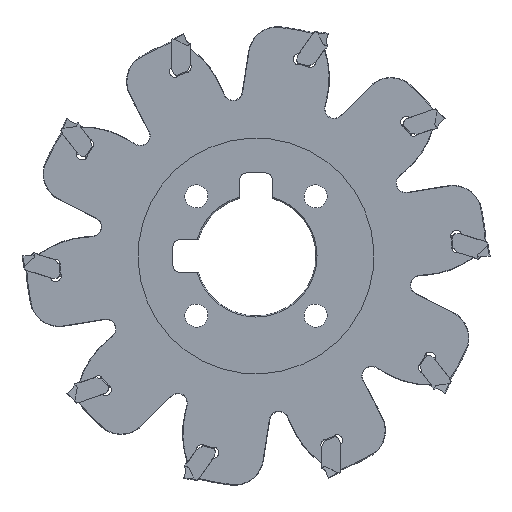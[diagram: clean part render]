
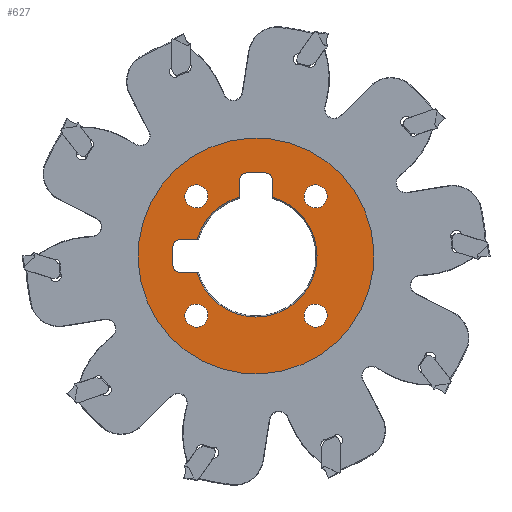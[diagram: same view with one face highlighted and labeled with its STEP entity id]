
A CAD part, top view. The second image highlights one B-rep face of the part: STEP entity #627.
In plain terms, the highlighted planar face has unit normal (0, 0, 1).
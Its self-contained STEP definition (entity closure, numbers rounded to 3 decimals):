
#170=PLANE('',#7447);
#313=FACE_BOUND('',#1530,.T.);
#314=FACE_BOUND('',#1531,.T.);
#315=FACE_BOUND('',#1532,.T.);
#316=FACE_BOUND('',#1533,.T.);
#317=FACE_BOUND('',#1534,.T.);
#318=FACE_BOUND('',#1535,.T.);
#627=ADVANCED_FACE('TB_SU_5',(#313,#314,#315,#316,#317,#318),#170,.T.);
#1530=EDGE_LOOP('',(#3380,#3381,#3382,#3383,#3384,#3385,#3386,#3387,#3388,
#3389,#3390,#3391,#3392,#3393,#3394,#3395,#3396,#3397));
#1531=EDGE_LOOP('',(#3398));
#1532=EDGE_LOOP('',(#3399));
#1533=EDGE_LOOP('',(#3400));
#1534=EDGE_LOOP('',(#3401));
#1535=EDGE_LOOP('',(#3402));
#2008=LINE('',#11116,#2540);
#2009=LINE('',#11124,#2541);
#2010=LINE('',#11136,#2542);
#2011=LINE('',#11144,#2543);
#2540=VECTOR('',#8596,1.);
#2541=VECTOR('',#8603,1.);
#2542=VECTOR('',#8614,1.);
#2543=VECTOR('',#8621,1.);
#3380=ORIENTED_EDGE('',*,*,#6034,.F.);
#3381=ORIENTED_EDGE('',*,*,#6035,.T.);
#3382=ORIENTED_EDGE('',*,*,#6036,.T.);
#3383=ORIENTED_EDGE('',*,*,#6037,.F.);
#3384=ORIENTED_EDGE('',*,*,#6038,.T.);
#3385=ORIENTED_EDGE('',*,*,#6039,.F.);
#3386=ORIENTED_EDGE('',*,*,#6040,.T.);
#3387=ORIENTED_EDGE('',*,*,#6041,.T.);
#3388=ORIENTED_EDGE('',*,*,#6042,.F.);
#3389=ORIENTED_EDGE('',*,*,#6043,.F.);
#3390=ORIENTED_EDGE('',*,*,#6044,.F.);
#3391=ORIENTED_EDGE('',*,*,#6045,.T.);
#3392=ORIENTED_EDGE('',*,*,#6046,.T.);
#3393=ORIENTED_EDGE('',*,*,#6047,.F.);
#3394=ORIENTED_EDGE('',*,*,#6048,.T.);
#3395=ORIENTED_EDGE('',*,*,#6049,.F.);
#3396=ORIENTED_EDGE('',*,*,#6050,.T.);
#3397=ORIENTED_EDGE('',*,*,#6051,.T.);
#3398=ORIENTED_EDGE('',*,*,#6052,.F.);
#3399=ORIENTED_EDGE('',*,*,#6053,.F.);
#3400=ORIENTED_EDGE('',*,*,#6054,.F.);
#3401=ORIENTED_EDGE('',*,*,#6055,.F.);
#3402=ORIENTED_EDGE('',*,*,#6056,.F.);
#5320=VERTEX_POINT('',#11112);
#5321=VERTEX_POINT('',#11113);
#5322=VERTEX_POINT('',#11115);
#5323=VERTEX_POINT('',#11117);
#5324=VERTEX_POINT('',#11119);
#5325=VERTEX_POINT('',#11121);
#5326=VERTEX_POINT('',#11123);
#5327=VERTEX_POINT('',#11125);
#5328=VERTEX_POINT('',#11127);
#5329=VERTEX_POINT('',#11129);
#5330=VERTEX_POINT('',#11131);
#5331=VERTEX_POINT('',#11133);
#5332=VERTEX_POINT('',#11135);
#5333=VERTEX_POINT('',#11137);
#5334=VERTEX_POINT('',#11139);
#5335=VERTEX_POINT('',#11141);
#5336=VERTEX_POINT('',#11143);
#5337=VERTEX_POINT('',#11145);
#5338=VERTEX_POINT('',#11148);
#5339=VERTEX_POINT('',#11150);
#5340=VERTEX_POINT('',#11152);
#5341=VERTEX_POINT('',#11154);
#5342=VERTEX_POINT('',#11156);
#6034=EDGE_CURVE('',#5320,#5321,#6850,.T.);
#6035=EDGE_CURVE('',#5320,#5322,#6851,.T.);
#6036=EDGE_CURVE('',#5322,#5323,#2008,.T.);
#6037=EDGE_CURVE('',#5324,#5323,#6852,.T.);
#6038=EDGE_CURVE('',#5324,#5325,#6853,.T.);
#6039=EDGE_CURVE('',#5326,#5325,#6854,.T.);
#6040=EDGE_CURVE('',#5326,#5327,#2009,.T.);
#6041=EDGE_CURVE('',#5327,#5328,#6855,.T.);
#6042=EDGE_CURVE('',#5329,#5328,#6856,.T.);
#6043=EDGE_CURVE('',#5330,#5329,#6857,.T.);
#6044=EDGE_CURVE('',#5331,#5330,#6858,.T.);
#6045=EDGE_CURVE('',#5331,#5332,#6859,.T.);
#6046=EDGE_CURVE('',#5332,#5333,#2010,.T.);
#6047=EDGE_CURVE('',#5334,#5333,#6860,.T.);
#6048=EDGE_CURVE('',#5334,#5335,#6861,.T.);
#6049=EDGE_CURVE('',#5336,#5335,#6862,.T.);
#6050=EDGE_CURVE('',#5336,#5337,#2011,.T.);
#6051=EDGE_CURVE('',#5337,#5321,#6863,.T.);
#6052=EDGE_CURVE('',#5338,#5338,#6864,.T.);
#6053=EDGE_CURVE('',#5339,#5339,#6865,.T.);
#6054=EDGE_CURVE('',#5340,#5340,#6866,.T.);
#6055=EDGE_CURVE('',#5341,#5341,#6867,.T.);
#6056=EDGE_CURVE('',#5342,#5342,#6868,.T.);
#6850=CIRCLE('',#7428,16.306);
#6851=CIRCLE('',#7429,0.5);
#6852=CIRCLE('',#7430,1.6);
#6853=CIRCLE('',#7431,22.);
#6854=CIRCLE('',#7432,1.6);
#6855=CIRCLE('',#7433,0.5);
#6856=CIRCLE('',#7434,16.306);
#6857=CIRCLE('',#7435,16.306);
#6858=CIRCLE('',#7436,16.306);
#6859=CIRCLE('',#7437,0.5);
#6860=CIRCLE('',#7438,1.6);
#6861=CIRCLE('',#7439,22.);
#6862=CIRCLE('',#7440,1.6);
#6863=CIRCLE('',#7441,0.5);
#6864=CIRCLE('',#7442,3.084);
#6865=CIRCLE('',#7443,3.084);
#6866=CIRCLE('',#7444,3.084);
#6867=CIRCLE('',#7445,3.084);
#6868=CIRCLE('',#7446,31.5);
#7428=AXIS2_PLACEMENT_3D('',#11111,#8592,#8593);
#7429=AXIS2_PLACEMENT_3D('',#11114,#8594,#8595);
#7430=AXIS2_PLACEMENT_3D('',#11118,#8597,#8598);
#7431=AXIS2_PLACEMENT_3D('',#11120,#8599,#8600);
#7432=AXIS2_PLACEMENT_3D('',#11122,#8601,#8602);
#7433=AXIS2_PLACEMENT_3D('',#11126,#8604,#8605);
#7434=AXIS2_PLACEMENT_3D('',#11128,#8606,#8607);
#7435=AXIS2_PLACEMENT_3D('',#11130,#8608,#8609);
#7436=AXIS2_PLACEMENT_3D('',#11132,#8610,#8611);
#7437=AXIS2_PLACEMENT_3D('',#11134,#8612,#8613);
#7438=AXIS2_PLACEMENT_3D('',#11138,#8615,#8616);
#7439=AXIS2_PLACEMENT_3D('',#11140,#8617,#8618);
#7440=AXIS2_PLACEMENT_3D('',#11142,#8619,#8620);
#7441=AXIS2_PLACEMENT_3D('',#11146,#8622,#8623);
#7442=AXIS2_PLACEMENT_3D('',#11147,#8624,#8625);
#7443=AXIS2_PLACEMENT_3D('',#11149,#8626,#8627);
#7444=AXIS2_PLACEMENT_3D('',#11151,#8628,#8629);
#7445=AXIS2_PLACEMENT_3D('',#11153,#8630,#8631);
#7446=AXIS2_PLACEMENT_3D('',#11155,#8632,#8633);
#7447=AXIS2_PLACEMENT_3D('',#11157,#8634,#8635);
#8592=DIRECTION('',(0.,0.,1.));
#8593=DIRECTION('',(-0.292,-0.956,0.));
#8594=DIRECTION('',(0.,0.,1.));
#8595=DIRECTION('',(-0.292,-0.956,0.));
#8596=DIRECTION('',(0.,1.,0.));
#8597=DIRECTION('',(0.,0.,1.));
#8598=DIRECTION('',(-0.292,-0.956,0.));
#8599=DIRECTION('',(0.,0.,-1.));
#8600=DIRECTION('',(-0.292,-0.956,0.));
#8601=DIRECTION('',(0.,0.,1.));
#8602=DIRECTION('',(-0.292,-0.956,0.));
#8603=DIRECTION('',(0.,-1.,0.));
#8604=DIRECTION('',(0.,0.,1.));
#8605=DIRECTION('',(-0.292,-0.956,0.));
#8606=DIRECTION('',(0.,0.,1.));
#8607=DIRECTION('',(-0.292,-0.956,0.));
#8608=DIRECTION('',(0.,0.,1.));
#8609=DIRECTION('',(-0.292,-0.956,0.));
#8610=DIRECTION('',(0.,0.,1.));
#8611=DIRECTION('',(-0.292,-0.956,0.));
#8612=DIRECTION('',(0.,0.,1.));
#8613=DIRECTION('',(-0.292,-0.956,0.));
#8614=DIRECTION('',(-1.,0.,0.));
#8615=DIRECTION('',(0.,0.,1.));
#8616=DIRECTION('',(-0.292,-0.956,0.));
#8617=DIRECTION('',(0.,0.,-1.));
#8618=DIRECTION('',(-0.292,-0.956,0.));
#8619=DIRECTION('',(0.,0.,1.));
#8620=DIRECTION('',(-0.292,-0.956,0.));
#8621=DIRECTION('',(1.,0.,0.));
#8622=DIRECTION('',(0.,0.,1.));
#8623=DIRECTION('',(-0.292,-0.956,0.));
#8624=DIRECTION('',(0.,0.,1.));
#8625=DIRECTION('',(-0.292,-0.956,0.));
#8626=DIRECTION('',(0.,0.,1.));
#8627=DIRECTION('',(-0.292,-0.956,0.));
#8628=DIRECTION('',(0.,0.,1.));
#8629=DIRECTION('',(-0.292,-0.956,0.));
#8630=DIRECTION('',(0.,0.,1.));
#8631=DIRECTION('',(-0.292,-0.956,0.));
#8632=DIRECTION('',(0.,0.,-1.));
#8633=DIRECTION('',(0.292,0.956,0.));
#8634=DIRECTION('',(0.,0.,1.));
#8635=DIRECTION('',(-0.292,-0.956,0.));
#11111=CARTESIAN_POINT('',(0.,0.,0.));
#11112=CARTESIAN_POINT('',(-4.316,15.725,0.));
#11113=CARTESIAN_POINT('',(-15.725,4.316,0.));
#11114=CARTESIAN_POINT('',(-4.813,15.787,0.));
#11115=CARTESIAN_POINT('',(-4.313,15.787,0.));
#11116=CARTESIAN_POINT('',(-4.313,0.,0.));
#11117=CARTESIAN_POINT('',(-4.313,20.563,0.));
#11118=CARTESIAN_POINT('',(-2.713,20.563,0.));
#11119=CARTESIAN_POINT('',(-2.925,22.148,0.));
#11120=CARTESIAN_POINT('',(0.,0.344,0.));
#11121=CARTESIAN_POINT('',(2.925,22.148,0.));
#11122=CARTESIAN_POINT('',(2.713,20.563,0.));
#11123=CARTESIAN_POINT('',(4.313,20.563,0.));
#11124=CARTESIAN_POINT('',(4.312,0.,0.));
#11125=CARTESIAN_POINT('',(4.312,15.787,0.));
#11126=CARTESIAN_POINT('',(4.812,15.787,0.));
#11127=CARTESIAN_POINT('',(4.316,15.725,0.));
#11128=CARTESIAN_POINT('',(0.,0.,0.));
#11129=CARTESIAN_POINT('',(16.306,0.,0.));
#11130=CARTESIAN_POINT('',(0.,0.,0.));
#11131=CARTESIAN_POINT('',(0.,-16.306,0.));
#11132=CARTESIAN_POINT('',(0.,0.,0.));
#11133=CARTESIAN_POINT('',(-15.725,-4.316,0.));
#11134=CARTESIAN_POINT('',(-15.787,-4.813,0.));
#11135=CARTESIAN_POINT('',(-15.787,-4.313,0.));
#11136=CARTESIAN_POINT('',(-31.5,-4.313,0.));
#11137=CARTESIAN_POINT('',(-20.563,-4.313,0.));
#11138=CARTESIAN_POINT('',(-20.563,-2.713,0.));
#11139=CARTESIAN_POINT('',(-22.148,-2.925,0.));
#11140=CARTESIAN_POINT('',(-0.344,0.,0.));
#11141=CARTESIAN_POINT('',(-22.148,2.925,0.));
#11142=CARTESIAN_POINT('',(-20.563,2.712,0.));
#11143=CARTESIAN_POINT('',(-20.563,4.312,0.));
#11144=CARTESIAN_POINT('',(-31.5,4.312,0.));
#11145=CARTESIAN_POINT('',(-15.787,4.313,0.));
#11146=CARTESIAN_POINT('',(-15.787,4.813,0.));
#11147=CARTESIAN_POINT('',(-15.91,-15.91,0.));
#11148=CARTESIAN_POINT('',(-16.812,-18.859,0.));
#11149=CARTESIAN_POINT('',(-15.91,15.91,0.));
#11150=CARTESIAN_POINT('',(-16.812,12.961,0.));
#11151=CARTESIAN_POINT('',(15.91,15.91,0.));
#11152=CARTESIAN_POINT('',(15.008,12.961,0.));
#11153=CARTESIAN_POINT('',(15.91,-15.91,0.));
#11154=CARTESIAN_POINT('',(15.008,-18.859,0.));
#11155=CARTESIAN_POINT('',(0.,0.,0.));
#11156=CARTESIAN_POINT('',(9.21,30.124,0.));
#11157=CARTESIAN_POINT('',(-31.5,0.,0.));
